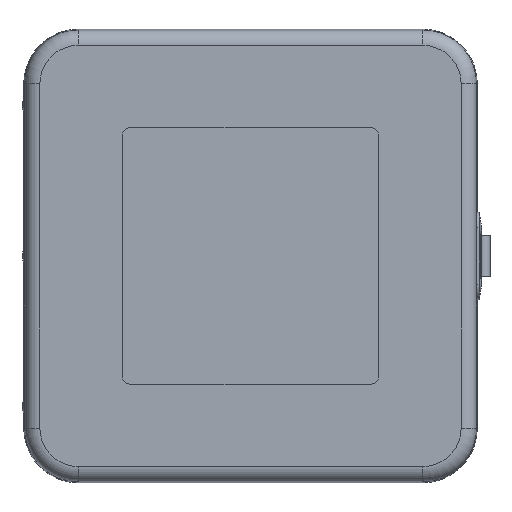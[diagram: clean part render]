
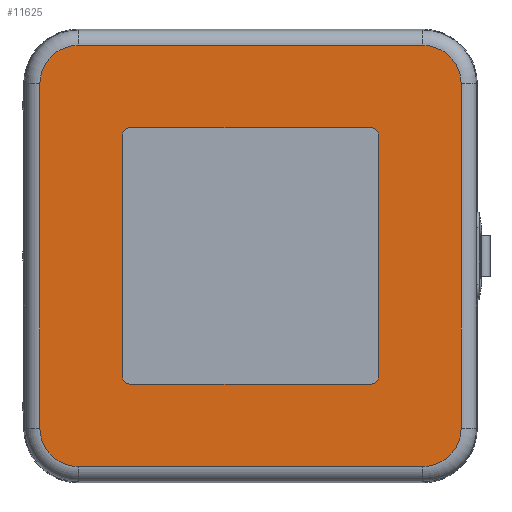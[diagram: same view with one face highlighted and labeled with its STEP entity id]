
A CAD part, top view. The second image highlights one B-rep face of the part: STEP entity #11625.
In plain terms, the highlighted planar face has unit normal (0, 0, 1).
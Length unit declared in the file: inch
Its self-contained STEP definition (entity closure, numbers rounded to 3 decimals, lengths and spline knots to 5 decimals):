
#513=LINE($,#19838,#1370);
#515=LINE($,#19858,#1372);
#518=LINE($,#19865,#1375);
#520=LINE($,#19880,#1377);
#528=LINE($,#19902,#1385);
#529=LINE($,#19906,#1386);
#530=LINE($,#19910,#1387);
#531=LINE($,#19914,#1388);
#1370=VECTOR($,#14729,5.713);
#1372=VECTOR($,#14753,5.713);
#1375=VECTOR($,#14760,5.713);
#1377=VECTOR($,#14780,5.713);
#1385=VECTOR($,#14802,4.);
#1386=VECTOR($,#14805,4.);
#1387=VECTOR($,#14808,4.);
#1388=VECTOR($,#14811,4.);
#2195=PLANE($,#12654);
#2555=FACE_BOUND($,#4000,.T.);
#3227=FACE_OUTER_BOUND($,#3999,.T.);
#3999=EDGE_LOOP($,(#9066,#9067,#9068,#9069,#9070,#9071,#9072,#9073));
#4000=EDGE_LOOP($,(#9074,#9075,#9076,#9077,#9078,#9079,#9080,#9081));
#4843=CIRCLE($,#12629,0.63807);
#4847=CIRCLE($,#12634,0.63807);
#4851=CIRCLE($,#12641,0.63807);
#4855=CIRCLE($,#12646,0.63807);
#4858=CIRCLE($,#12655,0.125);
#4859=CIRCLE($,#12656,0.125);
#4860=CIRCLE($,#12657,0.125);
#4861=CIRCLE($,#12658,0.125);
#5579=VERTEX_POINT($,#19835);
#5580=VERTEX_POINT($,#19837);
#5583=VERTEX_POINT($,#19844);
#5584=VERTEX_POINT($,#19849);
#5587=VERTEX_POINT($,#19856);
#5588=VERTEX_POINT($,#19861);
#5591=VERTEX_POINT($,#19868);
#5592=VERTEX_POINT($,#19873);
#5599=VERTEX_POINT($,#19900);
#5600=VERTEX_POINT($,#19901);
#5601=VERTEX_POINT($,#19903);
#5602=VERTEX_POINT($,#19905);
#5603=VERTEX_POINT($,#19907);
#5604=VERTEX_POINT($,#19909);
#5605=VERTEX_POINT($,#19911);
#5606=VERTEX_POINT($,#19913);
#6878=EDGE_CURVE($,#5579,#5580,#513,.T.);
#6882=EDGE_CURVE($,#5583,#5579,#4843,.T.);
#6886=EDGE_CURVE($,#5580,#5584,#4847,.T.);
#6888=EDGE_CURVE($,#5587,#5583,#515,.T.);
#6892=EDGE_CURVE($,#5584,#5588,#518,.T.);
#6894=EDGE_CURVE($,#5591,#5587,#4851,.T.);
#6898=EDGE_CURVE($,#5588,#5592,#4855,.T.);
#6900=EDGE_CURVE($,#5592,#5591,#520,.T.);
#6910=EDGE_CURVE($,#5599,#5600,#528,.T.);
#6911=EDGE_CURVE($,#5601,#5600,#4858,.T.);
#6912=EDGE_CURVE($,#5601,#5602,#529,.T.);
#6913=EDGE_CURVE($,#5603,#5602,#4859,.T.);
#6914=EDGE_CURVE($,#5603,#5604,#530,.T.);
#6915=EDGE_CURVE($,#5605,#5604,#4860,.T.);
#6916=EDGE_CURVE($,#5605,#5606,#531,.T.);
#6917=EDGE_CURVE($,#5599,#5606,#4861,.T.);
#9066=ORIENTED_EDGE($,*,*,#6878,.F.);
#9067=ORIENTED_EDGE($,*,*,#6882,.F.);
#9068=ORIENTED_EDGE($,*,*,#6888,.F.);
#9069=ORIENTED_EDGE($,*,*,#6894,.F.);
#9070=ORIENTED_EDGE($,*,*,#6900,.F.);
#9071=ORIENTED_EDGE($,*,*,#6898,.F.);
#9072=ORIENTED_EDGE($,*,*,#6892,.F.);
#9073=ORIENTED_EDGE($,*,*,#6886,.F.);
#9074=ORIENTED_EDGE($,*,*,#6910,.T.);
#9075=ORIENTED_EDGE($,*,*,#6911,.F.);
#9076=ORIENTED_EDGE($,*,*,#6912,.T.);
#9077=ORIENTED_EDGE($,*,*,#6913,.F.);
#9078=ORIENTED_EDGE($,*,*,#6914,.T.);
#9079=ORIENTED_EDGE($,*,*,#6915,.F.);
#9080=ORIENTED_EDGE($,*,*,#6916,.T.);
#9081=ORIENTED_EDGE($,*,*,#6917,.F.);
#11625=ADVANCED_FACE($,(#3227,#2555),#2195,.T.);
#12629=AXIS2_PLACEMENT_3D($,#19846,#14737,#14738);
#12634=AXIS2_PLACEMENT_3D($,#19853,#14747,#14748);
#12641=AXIS2_PLACEMENT_3D($,#19870,#14765,#14766);
#12646=AXIS2_PLACEMENT_3D($,#19877,#14775,#14776);
#12654=AXIS2_PLACEMENT_3D($,#19899,#14800,#14801);
#12655=AXIS2_PLACEMENT_3D($,#19904,#14803,#14804);
#12656=AXIS2_PLACEMENT_3D($,#19908,#14806,#14807);
#12657=AXIS2_PLACEMENT_3D($,#19912,#14809,#14810);
#12658=AXIS2_PLACEMENT_3D($,#19915,#14812,#14813);
#14729=DIRECTION($,(1.,0.,0.));
#14737=DIRECTION('center_axis',(0.,0.,-1.));
#14738=DIRECTION('ref_axis',(-0.707,0.707,0.));
#14747=DIRECTION('center_axis',(0.,0.,-1.));
#14748=DIRECTION('ref_axis',(0.707,0.707,0.));
#14753=DIRECTION($,(0.,1.,0.));
#14760=DIRECTION($,(0.,-1.,0.));
#14765=DIRECTION('center_axis',(0.,0.,-1.));
#14766=DIRECTION('ref_axis',(-0.707,-0.707,0.));
#14775=DIRECTION('center_axis',(0.,0.,-1.));
#14776=DIRECTION('ref_axis',(0.707,-0.707,0.));
#14780=DIRECTION($,(-1.,0.,0.));
#14800=DIRECTION('center_axis',(0.,0.,1.));
#14801=DIRECTION('ref_axis',(1.,0.,0.));
#14802=DIRECTION($,(0.,1.,0.));
#14803=DIRECTION('center_axis',(0.,0.,1.));
#14804=DIRECTION('ref_axis',(-0.707,0.707,0.));
#14805=DIRECTION($,(1.,0.,0.));
#14806=DIRECTION('center_axis',(0.,0.,1.));
#14807=DIRECTION('ref_axis',(0.707,0.707,0.));
#14808=DIRECTION($,(0.,-1.,0.));
#14809=DIRECTION('center_axis',(0.,0.,1.));
#14810=DIRECTION('ref_axis',(0.707,-0.707,0.));
#14811=DIRECTION($,(-1.,0.,0.));
#14812=DIRECTION('center_axis',(0.,0.,1.));
#14813=DIRECTION('ref_axis',(-0.707,-0.707,0.));
#19835=CARTESIAN_POINT('',(-2.8565,3.49457,0.76));
#19837=CARTESIAN_POINT('',(2.8565,3.49457,0.76));
#19838=CARTESIAN_POINT($,(-2.8565,3.49457,0.76));
#19844=CARTESIAN_POINT('',(-3.49457,2.8565,0.76));
#19846=CARTESIAN_POINT('Origin',(-2.8565,2.8565,0.76));
#19849=CARTESIAN_POINT('',(3.49457,2.8565,0.76));
#19853=CARTESIAN_POINT('Origin',(2.8565,2.8565,0.76));
#19856=CARTESIAN_POINT('',(-3.49457,-2.8565,0.76));
#19858=CARTESIAN_POINT($,(-3.49457,-2.8565,0.76));
#19861=CARTESIAN_POINT('',(3.49457,-2.8565,0.76));
#19865=CARTESIAN_POINT($,(3.49457,2.8565,0.76));
#19868=CARTESIAN_POINT('',(-2.8565,-3.49457,0.76));
#19870=CARTESIAN_POINT('Origin',(-2.8565,-2.8565,0.76));
#19873=CARTESIAN_POINT('',(2.8565,-3.49457,0.76));
#19877=CARTESIAN_POINT('Origin',(2.8565,-2.8565,0.76));
#19880=CARTESIAN_POINT($,(2.8565,-3.49457,0.76));
#19899=CARTESIAN_POINT('Origin',(0.,0.,0.76));
#19900=CARTESIAN_POINT('',(-2.125,-2.,0.76));
#19901=CARTESIAN_POINT('',(-2.125,2.,0.76));
#19902=CARTESIAN_POINT($,(-2.125,-2.,0.76));
#19903=CARTESIAN_POINT('',(-2.,2.125,0.76));
#19904=CARTESIAN_POINT('Origin',(-2.,2.,0.76));
#19905=CARTESIAN_POINT('',(2.,2.125,0.76));
#19906=CARTESIAN_POINT($,(-2.,2.125,0.76));
#19907=CARTESIAN_POINT('',(2.125,2.,0.76));
#19908=CARTESIAN_POINT('Origin',(2.,2.,0.76));
#19909=CARTESIAN_POINT('',(2.125,-2.,0.76));
#19910=CARTESIAN_POINT($,(2.125,2.,0.76));
#19911=CARTESIAN_POINT('',(2.,-2.125,0.76));
#19912=CARTESIAN_POINT('Origin',(2.,-2.,0.76));
#19913=CARTESIAN_POINT('',(-2.,-2.125,0.76));
#19914=CARTESIAN_POINT($,(2.,-2.125,0.76));
#19915=CARTESIAN_POINT('Origin',(-2.,-2.,0.76));
